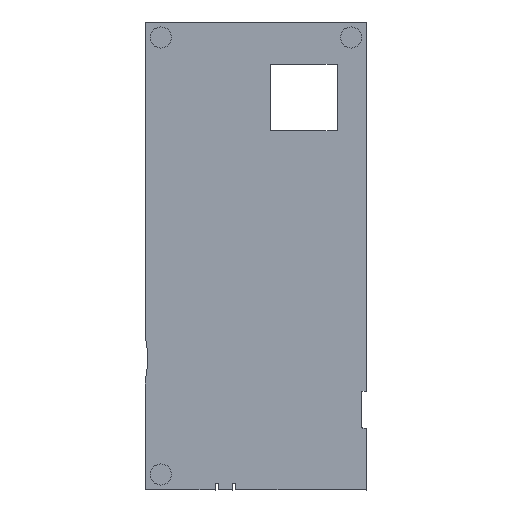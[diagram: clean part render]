
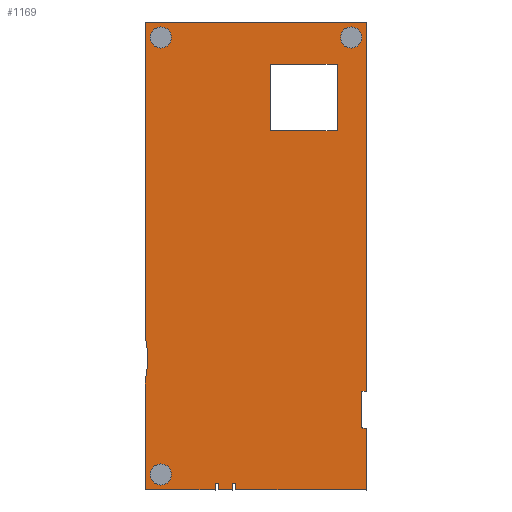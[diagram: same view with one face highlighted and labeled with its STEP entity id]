
A CAD part, top view. The second image highlights one B-rep face of the part: STEP entity #1169.
In plain terms, the highlighted planar face has unit normal (0, 0, 1).
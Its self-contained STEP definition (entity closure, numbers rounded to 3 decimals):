
#88 = VERTEX_POINT('',#89);
#89 = CARTESIAN_POINT('',(-0.013,0.,1.6));
#95 = EDGE_CURVE('',#88,#96,#98,.T.);
#96 = VERTEX_POINT('',#97);
#97 = CARTESIAN_POINT('',(-0.012,29.849,1.6));
#98 = LINE('',#99,#100);
#99 = CARTESIAN_POINT('',(-0.013,0.,1.6));
#100 = VECTOR('',#101,1.);
#101 = DIRECTION('',(0.,1.,0.));
#126 = EDGE_CURVE('',#96,#127,#129,.T.);
#127 = VERTEX_POINT('',#128);
#128 = CARTESIAN_POINT('',(-0.013,41.402,1.6));
#129 = CIRCLE('',#130,26.249);
#130 = AXIS2_PLACEMENT_3D('',#131,#132,#133);
#131 = CARTESIAN_POINT('',(-25.618,35.623,1.6));
#132 = DIRECTION('',(0.,-0.,1.));
#133 = DIRECTION('',(0.976,-0.22,-0.));
#159 = EDGE_CURVE('',#127,#160,#162,.T.);
#160 = VERTEX_POINT('',#161);
#161 = CARTESIAN_POINT('',(0.,127.013,1.6));
#162 = LINE('',#163,#164);
#163 = CARTESIAN_POINT('',(-0.013,41.402,1.6));
#164 = VECTOR('',#165,1.);
#165 = DIRECTION('',(0.,1.,0.));
#190 = EDGE_CURVE('',#160,#191,#193,.T.);
#191 = VERTEX_POINT('',#192);
#192 = CARTESIAN_POINT('',(60.013,127.,1.6));
#193 = LINE('',#194,#195);
#194 = CARTESIAN_POINT('',(0.,127.013,1.6));
#195 = VECTOR('',#196,1.);
#196 = DIRECTION('',(1.,0.,0.));
#221 = EDGE_CURVE('',#191,#222,#224,.T.);
#222 = VERTEX_POINT('',#223);
#223 = CARTESIAN_POINT('',(60.013,27.051,1.6));
#224 = LINE('',#225,#226);
#225 = CARTESIAN_POINT('',(60.013,127.,1.6));
#226 = VECTOR('',#227,1.);
#227 = DIRECTION('',(0.,-1.,0.));
#252 = EDGE_CURVE('',#222,#253,#255,.T.);
#253 = VERTEX_POINT('',#254);
#254 = CARTESIAN_POINT('',(59.746,26.784,1.6));
#255 = CIRCLE('',#256,0.266);
#256 = AXIS2_PLACEMENT_3D('',#257,#258,#259);
#257 = CARTESIAN_POINT('',(59.747,27.05,1.6));
#258 = DIRECTION('',(0.,0.,-1.));
#259 = DIRECTION('',(1.,0.003,0.));
#285 = EDGE_CURVE('',#253,#286,#288,.T.);
#286 = VERTEX_POINT('',#287);
#287 = CARTESIAN_POINT('',(58.967,26.784,1.6));
#288 = LINE('',#289,#290);
#289 = CARTESIAN_POINT('',(59.746,26.784,1.6));
#290 = VECTOR('',#291,1.);
#291 = DIRECTION('',(-1.,0.,0.));
#316 = EDGE_CURVE('',#286,#317,#319,.T.);
#317 = VERTEX_POINT('',#318);
#318 = CARTESIAN_POINT('',(58.726,26.543,1.6));
#319 = CIRCLE('',#320,0.242);
#320 = AXIS2_PLACEMENT_3D('',#321,#322,#323);
#321 = CARTESIAN_POINT('',(58.968,26.542,1.6));
#322 = DIRECTION('',(0.,0.,1.));
#323 = DIRECTION('',(-0.006,1.,0.));
#349 = EDGE_CURVE('',#317,#350,#352,.T.);
#350 = VERTEX_POINT('',#351);
#351 = CARTESIAN_POINT('',(58.726,17.018,1.6));
#352 = LINE('',#353,#354);
#353 = CARTESIAN_POINT('',(58.726,26.543,1.6));
#354 = VECTOR('',#355,1.);
#355 = DIRECTION('',(0.,-1.,0.));
#380 = EDGE_CURVE('',#350,#381,#383,.T.);
#381 = VERTEX_POINT('',#382);
#382 = CARTESIAN_POINT('',(58.967,16.777,1.6));
#383 = CIRCLE('',#384,0.241);
#384 = AXIS2_PLACEMENT_3D('',#385,#386,#387);
#385 = CARTESIAN_POINT('',(58.967,17.018,1.6));
#386 = DIRECTION('',(0.,0.,1.));
#387 = DIRECTION('',(-1.,0.001,0.));
#413 = EDGE_CURVE('',#381,#414,#416,.T.);
#414 = VERTEX_POINT('',#415);
#415 = CARTESIAN_POINT('',(59.746,16.777,1.6));
#416 = LINE('',#417,#418);
#417 = CARTESIAN_POINT('',(58.967,16.777,1.6));
#418 = VECTOR('',#419,1.);
#419 = DIRECTION('',(1.,0.,0.));
#444 = EDGE_CURVE('',#414,#445,#447,.T.);
#445 = VERTEX_POINT('',#446);
#446 = CARTESIAN_POINT('',(60.013,16.51,1.6));
#447 = CIRCLE('',#448,0.266);
#448 = AXIS2_PLACEMENT_3D('',#449,#450,#451);
#449 = CARTESIAN_POINT('',(59.747,16.511,1.6));
#450 = DIRECTION('',(0.,0.,-1.));
#451 = DIRECTION('',(-0.003,1.,0.));
#477 = EDGE_CURVE('',#445,#478,#480,.T.);
#478 = VERTEX_POINT('',#479);
#479 = CARTESIAN_POINT('',(60.,-0.013,1.6));
#480 = LINE('',#481,#482);
#481 = CARTESIAN_POINT('',(60.013,16.51,1.6));
#482 = VECTOR('',#483,1.);
#483 = DIRECTION('',(-0.001,-1.,0.));
#508 = EDGE_CURVE('',#478,#509,#511,.T.);
#509 = VERTEX_POINT('',#510);
#510 = CARTESIAN_POINT('',(24.504,0.,1.6));
#511 = LINE('',#512,#513);
#512 = CARTESIAN_POINT('',(60.,-0.013,1.6));
#513 = VECTOR('',#514,1.);
#514 = DIRECTION('',(-1.,0.,0.));
#539 = EDGE_CURVE('',#509,#540,#542,.T.);
#540 = VERTEX_POINT('',#541);
#541 = CARTESIAN_POINT('',(24.504,1.78,1.6));
#542 = LINE('',#543,#544);
#543 = CARTESIAN_POINT('',(24.504,0.,1.6));
#544 = VECTOR('',#545,1.);
#545 = DIRECTION('',(0.,1.,0.));
#570 = EDGE_CURVE('',#540,#571,#573,.T.);
#571 = VERTEX_POINT('',#572);
#572 = CARTESIAN_POINT('',(24.412,1.872,1.6));
#573 = LINE('',#574,#575);
#574 = CARTESIAN_POINT('',(24.504,1.78,1.6));
#575 = VECTOR('',#576,1.);
#576 = DIRECTION('',(-0.707,0.707,0.));
#601 = EDGE_CURVE('',#571,#602,#604,.T.);
#602 = VERTEX_POINT('',#603);
#603 = CARTESIAN_POINT('',(23.772,1.872,1.6));
#604 = LINE('',#605,#606);
#605 = CARTESIAN_POINT('',(24.412,1.872,1.6));
#606 = VECTOR('',#607,1.);
#607 = DIRECTION('',(-1.,0.,0.));
#632 = EDGE_CURVE('',#602,#633,#635,.T.);
#633 = VERTEX_POINT('',#634);
#634 = CARTESIAN_POINT('',(23.68,1.78,1.6));
#635 = LINE('',#636,#637);
#636 = CARTESIAN_POINT('',(23.772,1.872,1.6));
#637 = VECTOR('',#638,1.);
#638 = DIRECTION('',(-0.707,-0.707,0.));
#663 = EDGE_CURVE('',#633,#664,#666,.T.);
#664 = VERTEX_POINT('',#665);
#665 = CARTESIAN_POINT('',(23.667,-0.013,1.6));
#666 = LINE('',#667,#668);
#667 = CARTESIAN_POINT('',(23.68,1.78,1.6));
#668 = VECTOR('',#669,1.);
#669 = DIRECTION('',(-0.007,-1.,0.));
#694 = EDGE_CURVE('',#664,#695,#697,.T.);
#695 = VERTEX_POINT('',#696);
#696 = CARTESIAN_POINT('',(19.754,0.,1.6));
#697 = LINE('',#698,#699);
#698 = CARTESIAN_POINT('',(23.667,-0.013,1.6));
#699 = VECTOR('',#700,1.);
#700 = DIRECTION('',(-1.,0.003,0.));
#725 = EDGE_CURVE('',#695,#726,#728,.T.);
#726 = VERTEX_POINT('',#727);
#727 = CARTESIAN_POINT('',(19.754,1.78,1.6));
#728 = LINE('',#729,#730);
#729 = CARTESIAN_POINT('',(19.754,0.,1.6));
#730 = VECTOR('',#731,1.);
#731 = DIRECTION('',(0.,1.,0.));
#756 = EDGE_CURVE('',#726,#757,#759,.T.);
#757 = VERTEX_POINT('',#758);
#758 = CARTESIAN_POINT('',(19.662,1.872,1.6));
#759 = LINE('',#760,#761);
#760 = CARTESIAN_POINT('',(19.754,1.78,1.6));
#761 = VECTOR('',#762,1.);
#762 = DIRECTION('',(-0.707,0.707,0.));
#787 = EDGE_CURVE('',#757,#788,#790,.T.);
#788 = VERTEX_POINT('',#789);
#789 = CARTESIAN_POINT('',(19.022,1.872,1.6));
#790 = LINE('',#791,#792);
#791 = CARTESIAN_POINT('',(19.662,1.872,1.6));
#792 = VECTOR('',#793,1.);
#793 = DIRECTION('',(-1.,0.,0.));
#818 = EDGE_CURVE('',#788,#819,#821,.T.);
#819 = VERTEX_POINT('',#820);
#820 = CARTESIAN_POINT('',(18.93,1.78,1.6));
#821 = LINE('',#822,#823);
#822 = CARTESIAN_POINT('',(19.022,1.872,1.6));
#823 = VECTOR('',#824,1.);
#824 = DIRECTION('',(-0.707,-0.707,0.));
#849 = EDGE_CURVE('',#819,#850,#852,.T.);
#850 = VERTEX_POINT('',#851);
#851 = CARTESIAN_POINT('',(18.917,-0.013,1.6));
#852 = LINE('',#853,#854);
#853 = CARTESIAN_POINT('',(18.93,1.78,1.6));
#854 = VECTOR('',#855,1.);
#855 = DIRECTION('',(-0.007,-1.,0.));
#880 = EDGE_CURVE('',#850,#88,#881,.T.);
#881 = LINE('',#882,#883);
#882 = CARTESIAN_POINT('',(18.917,-0.013,1.6));
#883 = VECTOR('',#884,1.);
#884 = DIRECTION('',(-1.,0.001,0.));
#904 = VERTEX_POINT('',#905);
#905 = CARTESIAN_POINT('',(5.69,4.191,1.6));
#911 = EDGE_CURVE('',#904,#904,#912,.T.);
#912 = CIRCLE('',#913,1.499);
#913 = AXIS2_PLACEMENT_3D('',#914,#915,#916);
#914 = CARTESIAN_POINT('',(4.191,4.191,1.6));
#915 = DIRECTION('',(0.,0.,1.));
#916 = DIRECTION('',(1.,0.,-0.));
#937 = VERTEX_POINT('',#938);
#938 = CARTESIAN_POINT('',(5.69,122.809,1.6));
#944 = EDGE_CURVE('',#937,#937,#945,.T.);
#945 = CIRCLE('',#946,1.499);
#946 = AXIS2_PLACEMENT_3D('',#947,#948,#949);
#947 = CARTESIAN_POINT('',(4.191,122.809,1.6));
#948 = DIRECTION('',(0.,0.,1.));
#949 = DIRECTION('',(1.,0.,-0.));
#970 = VERTEX_POINT('',#971);
#971 = CARTESIAN_POINT('',(52.,97.536,1.6));
#977 = EDGE_CURVE('',#970,#978,#980,.T.);
#978 = VERTEX_POINT('',#979);
#979 = CARTESIAN_POINT('',(52.,115.536,1.6));
#980 = LINE('',#981,#982);
#981 = CARTESIAN_POINT('',(52.,97.536,1.6));
#982 = VECTOR('',#983,1.);
#983 = DIRECTION('',(0.,1.,0.));
#1008 = EDGE_CURVE('',#978,#1009,#1011,.T.);
#1009 = VERTEX_POINT('',#1010);
#1010 = CARTESIAN_POINT('',(34.,115.536,1.6));
#1011 = LINE('',#1012,#1013);
#1012 = CARTESIAN_POINT('',(52.,115.536,1.6));
#1013 = VECTOR('',#1014,1.);
#1014 = DIRECTION('',(-1.,0.,0.));
#1039 = EDGE_CURVE('',#1009,#1040,#1042,.T.);
#1040 = VERTEX_POINT('',#1041);
#1041 = CARTESIAN_POINT('',(34.,97.536,1.6));
#1042 = LINE('',#1043,#1044);
#1043 = CARTESIAN_POINT('',(34.,115.536,1.6));
#1044 = VECTOR('',#1045,1.);
#1045 = DIRECTION('',(0.,-1.,0.));
#1070 = EDGE_CURVE('',#1040,#970,#1071,.T.);
#1071 = LINE('',#1072,#1073);
#1072 = CARTESIAN_POINT('',(34.,97.536,1.6));
#1073 = VECTOR('',#1074,1.);
#1074 = DIRECTION('',(1.,0.,0.));
#1094 = VERTEX_POINT('',#1095);
#1095 = CARTESIAN_POINT('',(57.308,122.809,1.6));
#1101 = EDGE_CURVE('',#1094,#1094,#1102,.T.);
#1102 = CIRCLE('',#1103,1.499);
#1103 = AXIS2_PLACEMENT_3D('',#1104,#1105,#1106);
#1104 = CARTESIAN_POINT('',(55.809,122.809,1.6));
#1105 = DIRECTION('',(0.,0.,1.));
#1106 = DIRECTION('',(1.,0.,-0.));
#1169 = ADVANCED_FACE('',(#1170,#1198,#1201,#1204,#1210),#1213,.F.);
#1170 = FACE_BOUND('',#1171,.F.);
#1171 = EDGE_LOOP('',(#1172,#1173,#1174,#1175,#1176,#1177,#1178,#1179,
    #1180,#1181,#1182,#1183,#1184,#1185,#1186,#1187,#1188,#1189,#1190,
    #1191,#1192,#1193,#1194,#1195,#1196,#1197));
#1172 = ORIENTED_EDGE('',*,*,#95,.T.);
#1173 = ORIENTED_EDGE('',*,*,#126,.T.);
#1174 = ORIENTED_EDGE('',*,*,#159,.T.);
#1175 = ORIENTED_EDGE('',*,*,#190,.T.);
#1176 = ORIENTED_EDGE('',*,*,#221,.T.);
#1177 = ORIENTED_EDGE('',*,*,#252,.T.);
#1178 = ORIENTED_EDGE('',*,*,#285,.T.);
#1179 = ORIENTED_EDGE('',*,*,#316,.T.);
#1180 = ORIENTED_EDGE('',*,*,#349,.T.);
#1181 = ORIENTED_EDGE('',*,*,#380,.T.);
#1182 = ORIENTED_EDGE('',*,*,#413,.T.);
#1183 = ORIENTED_EDGE('',*,*,#444,.T.);
#1184 = ORIENTED_EDGE('',*,*,#477,.T.);
#1185 = ORIENTED_EDGE('',*,*,#508,.T.);
#1186 = ORIENTED_EDGE('',*,*,#539,.T.);
#1187 = ORIENTED_EDGE('',*,*,#570,.T.);
#1188 = ORIENTED_EDGE('',*,*,#601,.T.);
#1189 = ORIENTED_EDGE('',*,*,#632,.T.);
#1190 = ORIENTED_EDGE('',*,*,#663,.T.);
#1191 = ORIENTED_EDGE('',*,*,#694,.T.);
#1192 = ORIENTED_EDGE('',*,*,#725,.T.);
#1193 = ORIENTED_EDGE('',*,*,#756,.T.);
#1194 = ORIENTED_EDGE('',*,*,#787,.T.);
#1195 = ORIENTED_EDGE('',*,*,#818,.T.);
#1196 = ORIENTED_EDGE('',*,*,#849,.T.);
#1197 = ORIENTED_EDGE('',*,*,#880,.T.);
#1198 = FACE_BOUND('',#1199,.F.);
#1199 = EDGE_LOOP('',(#1200));
#1200 = ORIENTED_EDGE('',*,*,#911,.T.);
#1201 = FACE_BOUND('',#1202,.F.);
#1202 = EDGE_LOOP('',(#1203));
#1203 = ORIENTED_EDGE('',*,*,#944,.T.);
#1204 = FACE_BOUND('',#1205,.F.);
#1205 = EDGE_LOOP('',(#1206,#1207,#1208,#1209));
#1206 = ORIENTED_EDGE('',*,*,#977,.T.);
#1207 = ORIENTED_EDGE('',*,*,#1008,.T.);
#1208 = ORIENTED_EDGE('',*,*,#1039,.T.);
#1209 = ORIENTED_EDGE('',*,*,#1070,.T.);
#1210 = FACE_BOUND('',#1211,.F.);
#1211 = EDGE_LOOP('',(#1212));
#1212 = ORIENTED_EDGE('',*,*,#1101,.T.);
#1213 = PLANE('',#1214);
#1214 = AXIS2_PLACEMENT_3D('',#1215,#1216,#1217);
#1215 = CARTESIAN_POINT('',(29.978,62.084,1.6));
#1216 = DIRECTION('',(-0.,-0.,-1.));
#1217 = DIRECTION('',(-1.,0.,0.));
